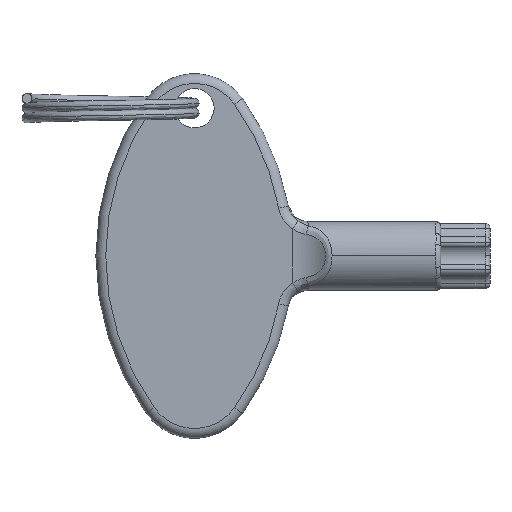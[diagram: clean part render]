
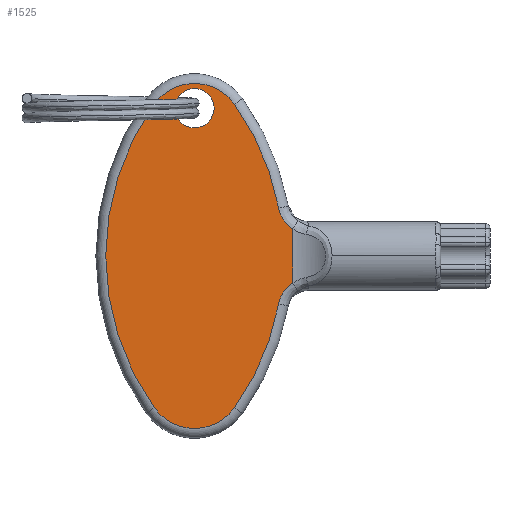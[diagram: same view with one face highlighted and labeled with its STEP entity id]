
A CAD part, top view. The second image highlights one B-rep face of the part: STEP entity #1525.
In plain terms, the highlighted planar face has unit normal (0, 0, 1).
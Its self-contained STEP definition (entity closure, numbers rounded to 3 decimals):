
#22 = CARTESIAN_POINT ( 'NONE',  ( -12., 15., 2. ) ) ;
#55 = ORIENTED_EDGE ( 'NONE', *, *, #3335, .T. ) ;
#115 = CARTESIAN_POINT ( 'NONE',  ( -1.449, 4.859, 2. ) ) ;
#147 = AXIS2_PLACEMENT_3D ( 'NONE', #4138, #2516, #2817 ) ;
#150 = FACE_BOUND ( 'NONE', #1311, .T. ) ;
#164 = DIRECTION ( 'NONE',  ( 1., 0., 0. ) ) ;
#195 = CARTESIAN_POINT ( 'NONE',  ( -8., 15., 2. ) ) ;
#218 = CARTESIAN_POINT ( 'NONE',  ( -0.681, 3.306, 2. ) ) ;
#301 = AXIS2_PLACEMENT_3D ( 'NONE', #3289, #4035, #2026 ) ;
#351 = EDGE_CURVE ( 'NONE', #1956, #449, #3305, .T. ) ;
#449 = VERTEX_POINT ( 'NONE', #479 ) ;
#454 = ORIENTED_EDGE ( 'NONE', *, *, #646, .T. ) ;
#479 = CARTESIAN_POINT ( 'NONE',  ( -14.071, 15.405, 2. ) ) ;
#541 = VERTEX_POINT ( 'NONE', #3521 ) ;
#564 = CARTESIAN_POINT ( 'NONE',  ( -1.071, 3.833, 2. ) ) ;
#597 = VERTEX_POINT ( 'NONE', #4211 ) ;
#636 = CARTESIAN_POINT ( 'NONE',  ( -1.449, -4.859, 2. ) ) ;
#646 = EDGE_CURVE ( 'NONE', #2267, #1901, #979, .T. ) ;
#743 = CIRCLE ( 'NONE', #2382, 2. ) ;
#768 = ORIENTED_EDGE ( 'NONE', *, *, #3151, .T. ) ;
#876 = ORIENTED_EDGE ( 'NONE', *, *, #1375, .T. ) ;
#916 = AXIS2_PLACEMENT_3D ( 'NONE', #2278, #2341, #1613 ) ;
#922 = CARTESIAN_POINT ( 'NONE',  ( -1.345, 4.432, 2. ) ) ;
#946 = VERTEX_POINT ( 'NONE', #1799 ) ;
#956 = CARTESIAN_POINT ( 'NONE',  ( 7.539, 0., 2. ) ) ;
#962 = CIRCLE ( 'NONE', #3150, 5. ) ;
#976 = FACE_OUTER_BOUND ( 'NONE', #3056, .T. ) ;
#979 = CIRCLE ( 'NONE', #916, 26.539 ) ;
#993 = CARTESIAN_POINT ( 'NONE',  ( -1.344, -4.428, 2. ) ) ;
#1080 = ORIENTED_EDGE ( 'NONE', *, *, #2575, .T. ) ;
#1082 = CARTESIAN_POINT ( 'NONE',  ( -5.929, -15.405, 2. ) ) ;
#1083 = CARTESIAN_POINT ( 'NONE',  ( -1.449, -4.859, 2. ) ) ;
#1103 = CARTESIAN_POINT ( 'NONE',  ( -5.929, 15.405, 2. ) ) ;
#1204 = VERTEX_POINT ( 'NONE', #115 ) ;
#1262 = DIRECTION ( 'NONE',  ( 0., 0., 1. ) ) ;
#1273 = CARTESIAN_POINT ( 'NONE',  ( -1.449, 4.859, 2. ) ) ;
#1302 = DIRECTION ( 'NONE',  ( 1., 0., 0. ) ) ;
#1311 = EDGE_LOOP ( 'NONE', ( #2162, #2376 ) ) ;
#1340 = CARTESIAN_POINT ( 'NONE',  ( -1.07, -3.832, 2. ) ) ;
#1375 = EDGE_CURVE ( 'NONE', #1204, #1956, #1405, .T. ) ;
#1405 = CIRCLE ( 'NONE', #147, 26.539 ) ;
#1525 = ADVANCED_FACE ( 'NONE', ( #976, #150 ), #3609, .T. ) ;
#1527 = B_SPLINE_CURVE_WITH_KNOTS ( 'NONE', 3,
 ( #636, #2692, #993, #3359, #1340, #3695, #1694, #4046, #2035, #4386 ),
 .UNSPECIFIED., .F., .F.,
 ( 4, 2, 2, 2, 4 ),
 ( 0., 0.001, 0.001, 0.002, 0.003 ),
 .UNSPECIFIED. ) ;
#1576 = CARTESIAN_POINT ( 'NONE',  ( 0., 2.749, 2. ) ) ;
#1613 = DIRECTION ( 'NONE',  ( 1., 0., 0. ) ) ;
#1694 = CARTESIAN_POINT ( 'NONE',  ( -0.677, -3.301, 2. ) ) ;
#1711 = AXIS2_PLACEMENT_3D ( 'NONE', #3808, #1810, #4150 ) ;
#1734 = EDGE_CURVE ( 'NONE', #2584, #3566, #743, .T. ) ;
#1799 = CARTESIAN_POINT ( 'NONE',  ( 0., -2.749, 2. ) ) ;
#1810 = DIRECTION ( 'NONE',  ( 0., 0., 1. ) ) ;
#1901 = VERTEX_POINT ( 'NONE', #1083 ) ;
#1946 = CARTESIAN_POINT ( 'NONE',  ( -10., 15., 2. ) ) ;
#1956 = VERTEX_POINT ( 'NONE', #1103 ) ;
#2006 = ORIENTED_EDGE ( 'NONE', *, *, #3030, .T. ) ;
#2026 = DIRECTION ( 'NONE',  ( 1., 0., 0. ) ) ;
#2035 = CARTESIAN_POINT ( 'NONE',  ( -0.188, -2.866, 2. ) ) ;
#2162 = ORIENTED_EDGE ( 'NONE', *, *, #1734, .F. ) ;
#2191 = LINE ( 'NONE', #3759, #2961 ) ;
#2206 = CARTESIAN_POINT ( 'NONE',  ( -10., 12.502, 2. ) ) ;
#2267 = VERTEX_POINT ( 'NONE', #1082 ) ;
#2274 = ORIENTED_EDGE ( 'NONE', *, *, #3089, .T. ) ;
#2278 = CARTESIAN_POINT ( 'NONE',  ( -27.539, 0., 2. ) ) ;
#2287 = CARTESIAN_POINT ( 'NONE',  ( -0.364, 3.002, 2. ) ) ;
#2289 = DIRECTION ( 'NONE',  ( 1., 0., 0. ) ) ;
#2333 = AXIS2_PLACEMENT_3D ( 'NONE', #956, #3319, #1302 ) ;
#2341 = DIRECTION ( 'NONE',  ( 0., 0., 1. ) ) ;
#2376 = ORIENTED_EDGE ( 'NONE', *, *, #3610, .F. ) ;
#2382 = AXIS2_PLACEMENT_3D ( 'NONE', #1946, #4296, #2289 ) ;
#2516 = DIRECTION ( 'NONE',  ( 0., 0., 1. ) ) ;
#2575 = EDGE_CURVE ( 'NONE', #541, #2267, #962, .T. ) ;
#2584 = VERTEX_POINT ( 'NONE', #195 ) ;
#2621 = CARTESIAN_POINT ( 'NONE',  ( -0.823, 3.472, 2. ) ) ;
#2692 = CARTESIAN_POINT ( 'NONE',  ( -1.408, -4.641, 2. ) ) ;
#2817 = DIRECTION ( 'NONE',  ( 1., 0., 0. ) ) ;
#2944 = CARTESIAN_POINT ( 'NONE',  ( -1.178, 4.029, 2. ) ) ;
#2961 = VECTOR ( 'NONE', #3439, 1000. ) ;
#3030 = EDGE_CURVE ( 'NONE', #597, #1204, #3292, .T. ) ;
#3056 = EDGE_LOOP ( 'NONE', ( #55, #2006, #876, #3059, #2274, #1080, #454, #768 ) ) ;
#3059 = ORIENTED_EDGE ( 'NONE', *, *, #351, .T. ) ;
#3089 = EDGE_CURVE ( 'NONE', #449, #541, #3702, .T. ) ;
#3150 = AXIS2_PLACEMENT_3D ( 'NONE', #3276, #1262, #3596 ) ;
#3151 = EDGE_CURVE ( 'NONE', #1901, #946, #1527, .T. ) ;
#3230 = DIRECTION ( 'NONE',  ( 0., 0., 1. ) ) ;
#3276 = CARTESIAN_POINT ( 'NONE',  ( -10., -12.502, 2. ) ) ;
#3284 = CARTESIAN_POINT ( 'NONE',  ( -1.408, 4.641, 2. ) ) ;
#3289 = CARTESIAN_POINT ( 'NONE',  ( -2.417, -3.5, 2. ) ) ;
#3292 = B_SPLINE_CURVE_WITH_KNOTS ( 'NONE', 3,
 ( #1576, #3591, #2287, #218, #2621, #564, #2944, #922, #3284, #1273 ),
 .UNSPECIFIED., .F., .F.,
 ( 4, 2, 2, 2, 4 ),
 ( 0., 0.001, 0.001, 0.002, 0.003 ),
 .UNSPECIFIED. ) ;
#3305 = CIRCLE ( 'NONE', #4037, 5. ) ;
#3319 = DIRECTION ( 'NONE',  ( 0., 0., 1. ) ) ;
#3333 = CIRCLE ( 'NONE', #1711, 2. ) ;
#3335 = EDGE_CURVE ( 'NONE', #946, #597, #2191, .T. ) ;
#3359 = CARTESIAN_POINT ( 'NONE',  ( -1.175, -4.023, 2. ) ) ;
#3439 = DIRECTION ( 'NONE',  ( 0., 1., 0. ) ) ;
#3521 = CARTESIAN_POINT ( 'NONE',  ( -14.071, -15.405, 2. ) ) ;
#3566 = VERTEX_POINT ( 'NONE', #22 ) ;
#3591 = CARTESIAN_POINT ( 'NONE',  ( -0.188, 2.865, 2. ) ) ;
#3596 = DIRECTION ( 'NONE',  ( 1., 0., 0. ) ) ;
#3609 = PLANE ( 'NONE',  #301 ) ;
#3610 = EDGE_CURVE ( 'NONE', #3566, #2584, #3333, .T. ) ;
#3695 = CARTESIAN_POINT ( 'NONE',  ( -0.822, -3.471, 2. ) ) ;
#3702 = CIRCLE ( 'NONE', #2333, 26.539 ) ;
#3759 = CARTESIAN_POINT ( 'NONE',  ( 0., -3.5, 2. ) ) ;
#3808 = CARTESIAN_POINT ( 'NONE',  ( -10., 15., 2. ) ) ;
#4035 = DIRECTION ( 'NONE',  ( 0., 0., 1. ) ) ;
#4037 = AXIS2_PLACEMENT_3D ( 'NONE', #2206, #3230, #164 ) ;
#4046 = CARTESIAN_POINT ( 'NONE',  ( -0.361, -3., 2. ) ) ;
#4138 = CARTESIAN_POINT ( 'NONE',  ( -27.539, 0., 2. ) ) ;
#4150 = DIRECTION ( 'NONE',  ( 1., 0., 0. ) ) ;
#4211 = CARTESIAN_POINT ( 'NONE',  ( 0., 2.749, 2. ) ) ;
#4296 = DIRECTION ( 'NONE',  ( 0., 0., 1. ) ) ;
#4386 = CARTESIAN_POINT ( 'NONE',  ( 0., -2.749, 2. ) ) ;
